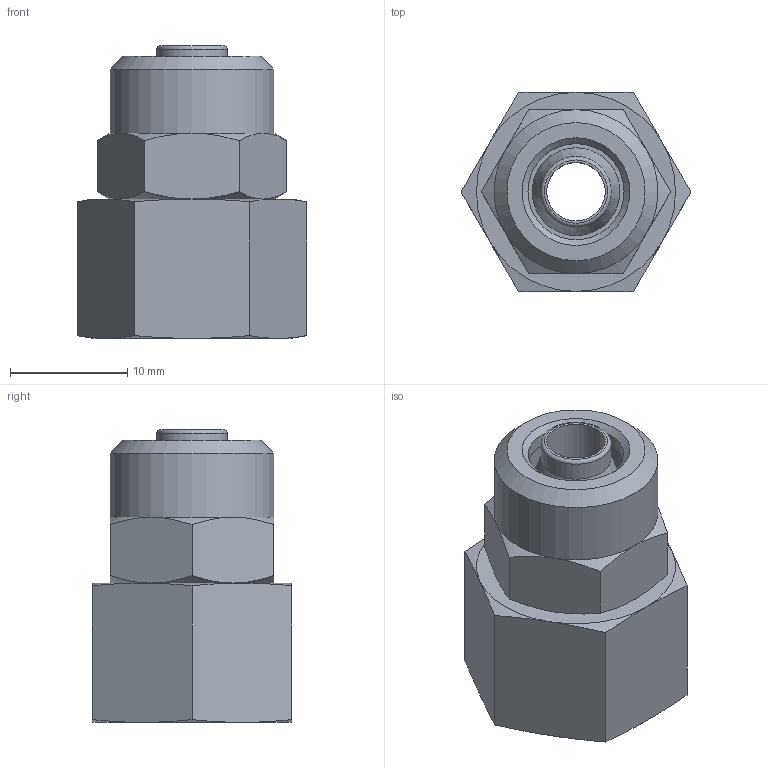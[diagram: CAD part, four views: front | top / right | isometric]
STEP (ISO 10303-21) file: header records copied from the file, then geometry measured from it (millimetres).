
FILE_DESCRIPTION((''),'2;1');
FILE_NAME('Schlauchanschluss_fuer_perma_G1_4innen fuer 8er Schlauch_A260012202_VA.stp','2006-05-10T16:15:48',('ScheitB'),(''),'Autodesk Inventor 10','Autodesk Inventor 10','');
FILE_SCHEMA(('AUTOMOTIVE_DESIGN { 1 0 10303 214 1 1 1 1 }'));
Length unit declared in the file: millimetre
Products named in the file (3): angea20a; angea20a_Schlauchanschluss; angea20a_Mutter
Assembly tree (2 placements, depth 2):
  angea20a
    angea20a_Schlauchanschluss
    angea20a_Mutter
Bounding box: 19.63 x 17 x 25 mm (x, y, z)
Volume: 3624 mm3; surface area: 3159 mm2
Topology: 2 solids, 2 shells, 61 faces, 127 edges, 74 vertices
Faces by surface type: cone 30, plane 19, cylinder 7, bspline 4, torus 1
Full cylindrical faces by diameter (mm): 5 x1, 6 x1, 6.8 x1, 7.5 x1, 8.2 x1, 12 x1, 14 x1
Entity records: 1555 total; most frequent: CARTESIAN_POINT 394, DIRECTION 230, ORIENTED_EDGE 214, AXIS2_PLACEMENT_3D 109, EDGE_CURVE 107, EDGE_LOOP 86, VERTEX_POINT 71, FACE_OUTER_BOUND 61
